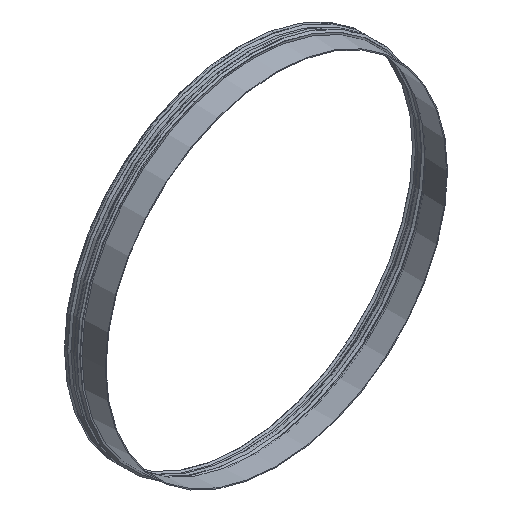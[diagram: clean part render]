
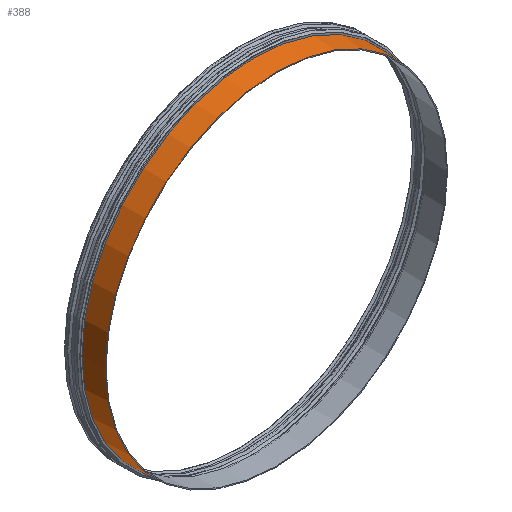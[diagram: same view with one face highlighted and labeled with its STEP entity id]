
A CAD part, isometric view. The second image highlights one B-rep face of the part: STEP entity #388.
In plain terms, the highlighted conical face has half-angle 3 degrees and reference radius 403.36 mm.
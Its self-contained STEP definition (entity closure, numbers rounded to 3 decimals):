
#44=FACE_OUTER_BOUND('',#66,.T.);
#66=EDGE_LOOP('',(#351,#352,#353,#354,#355,#356));
#84=LINE('',#727,#102);
#102=VECTOR('',#608,403.36);
#103=CIRCLE('',#410,401.997);
#106=CIRCLE('',#413,401.997);
#141=CIRCLE('',#466,404.722);
#142=CIRCLE('',#467,404.722);
#143=VERTEX_POINT('',#611);
#144=VERTEX_POINT('',#612);
#181=VERTEX_POINT('',#722);
#182=VERTEX_POINT('',#723);
#183=EDGE_CURVE('',#143,#144,#103,.T.);
#187=EDGE_CURVE('',#144,#143,#106,.T.);
#238=EDGE_CURVE('',#181,#182,#141,.T.);
#239=EDGE_CURVE('',#182,#181,#142,.T.);
#240=EDGE_CURVE('',#144,#182,#84,.T.);
#351=ORIENTED_EDGE('',*,*,#183,.F.);
#352=ORIENTED_EDGE('',*,*,#187,.F.);
#353=ORIENTED_EDGE('',*,*,#240,.T.);
#354=ORIENTED_EDGE('',*,*,#239,.T.);
#355=ORIENTED_EDGE('',*,*,#238,.T.);
#356=ORIENTED_EDGE('',*,*,#240,.F.);
#368=CONICAL_SURFACE('',#468,403.36,0.052);
#388=ADVANCED_FACE('',(#44),#368,.T.);
#410=AXIS2_PLACEMENT_3D('',#613,#473,#474);
#413=AXIS2_PLACEMENT_3D('',#619,#480,#481);
#466=AXIS2_PLACEMENT_3D('',#724,#602,#603);
#467=AXIS2_PLACEMENT_3D('',#725,#604,#605);
#468=AXIS2_PLACEMENT_3D('',#726,#606,#607);
#473=DIRECTION('center_axis',(0.,-1.,0.));
#474=DIRECTION('ref_axis',(1.,0.,0.));
#480=DIRECTION('center_axis',(0.,-1.,0.));
#481=DIRECTION('ref_axis',(1.,0.,0.));
#602=DIRECTION('center_axis',(0.,-1.,0.));
#603=DIRECTION('ref_axis',(1.,0.,0.));
#604=DIRECTION('center_axis',(0.,-1.,0.));
#605=DIRECTION('ref_axis',(1.,0.,0.));
#606=DIRECTION('center_axis',(0.,1.,0.));
#607=DIRECTION('ref_axis',(1.,0.,0.));
#608=DIRECTION('',(-0.052,0.999,0.));
#611=CARTESIAN_POINT('',(401.997,0.,0.));
#612=CARTESIAN_POINT('',(-401.997,0.,0.));
#613=CARTESIAN_POINT('Origin',(0.,0.,0.));
#619=CARTESIAN_POINT('Origin',(0.,0.,0.));
#722=CARTESIAN_POINT('',(404.722,52.,0.));
#723=CARTESIAN_POINT('',(-404.722,52.,0.));
#724=CARTESIAN_POINT('Origin',(0.,52.,0.));
#725=CARTESIAN_POINT('Origin',(0.,52.,0.));
#726=CARTESIAN_POINT('Origin',(0.,26.,0.));
#727=CARTESIAN_POINT('',(-403.36,26.,0.));
